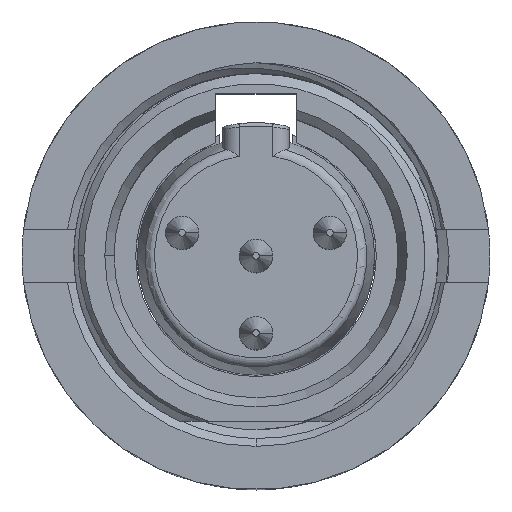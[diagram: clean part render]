
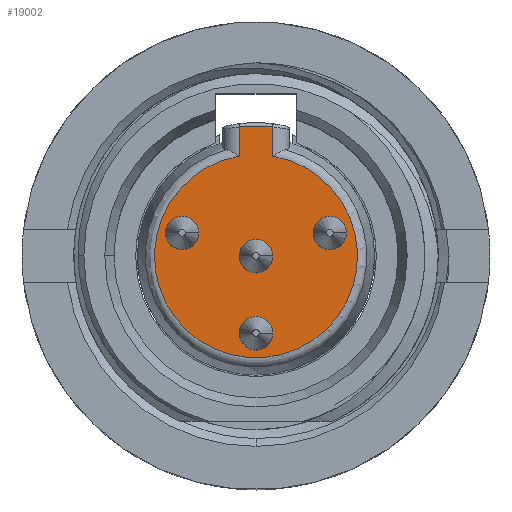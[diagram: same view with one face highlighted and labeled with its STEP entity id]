
A CAD part, top view. The second image highlights one B-rep face of the part: STEP entity #19002.
In plain terms, the highlighted planar face has unit normal (0, 0, 1).
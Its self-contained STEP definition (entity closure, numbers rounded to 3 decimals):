
#52 = CIRCLE ( 'NONE', #10073, 0.5 ) ;
#58 = CARTESIAN_POINT ( 'NONE',  ( -2.21, 0.69, -4.55 ) ) ;
#455 = DIRECTION ( 'NONE',  ( 1., 0., 0. ) ) ;
#698 = CARTESIAN_POINT ( 'NONE',  ( -2.71, 0.69, -4.55 ) ) ;
#862 = CIRCLE ( 'NONE', #16608, 0.5 ) ;
#1040 = CARTESIAN_POINT ( 'NONE',  ( 0., -2.31, -4.55 ) ) ;
#1425 = CARTESIAN_POINT ( 'NONE',  ( 0., 0., -4.55 ) ) ;
#1559 = CARTESIAN_POINT ( 'NONE',  ( -0.5, 3.868, -4.55 ) ) ;
#1601 = ORIENTED_EDGE ( 'NONE', *, *, #7612, .T. ) ;
#1693 = AXIS2_PLACEMENT_3D ( 'NONE', #15927, #19114, #17363 ) ;
#2278 = EDGE_CURVE ( 'NONE', #14846, #17862, #862, .T. ) ;
#2662 = CIRCLE ( 'NONE', #19665, 0.5 ) ;
#2789 = EDGE_CURVE ( 'NONE', #19561, #10761, #2662, .T. ) ;
#3101 = VERTEX_POINT ( 'NONE', #1559 ) ;
#3252 = EDGE_CURVE ( 'NONE', #3787, #6153, #10424, .T. ) ;
#3333 = CARTESIAN_POINT ( 'NONE',  ( 0., 0., -4.55 ) ) ;
#3787 = VERTEX_POINT ( 'NONE', #14667 ) ;
#3991 = DIRECTION ( 'NONE',  ( 0., 0., -1. ) ) ;
#4074 = EDGE_CURVE ( 'NONE', #10780, #3101, #13792, .T. ) ;
#4325 = EDGE_LOOP ( 'NONE', ( #10417, #20808 ) ) ;
#4808 = DIRECTION ( 'NONE',  ( 0., 0., -1. ) ) ;
#4846 = CARTESIAN_POINT ( 'NONE',  ( -2.21, 0.69, -4.55 ) ) ;
#4905 = DIRECTION ( 'NONE',  ( 0., 0., -1. ) ) ;
#4938 = DIRECTION ( 'NONE',  ( 1., 0., 0. ) ) ;
#5173 = ORIENTED_EDGE ( 'NONE', *, *, #19778, .T. ) ;
#5308 = CARTESIAN_POINT ( 'NONE',  ( -0.5, 2.996, -4.55 ) ) ;
#5379 = VERTEX_POINT ( 'NONE', #19569 ) ;
#5775 = CIRCLE ( 'NONE', #1693, 0.5 ) ;
#5884 = ORIENTED_EDGE ( 'NONE', *, *, #12770, .T. ) ;
#6032 = VECTOR ( 'NONE', #16457, 1000. ) ;
#6056 = FACE_BOUND ( 'NONE', #6122, .T. ) ;
#6122 = EDGE_LOOP ( 'NONE', ( #8965, #13000 ) ) ;
#6153 = VERTEX_POINT ( 'NONE', #6225 ) ;
#6225 = CARTESIAN_POINT ( 'NONE',  ( 0.5, 2.996, -4.55 ) ) ;
#6325 = CARTESIAN_POINT ( 'NONE',  ( 0., 0., -4.55 ) ) ;
#6694 = CARTESIAN_POINT ( 'NONE',  ( 0., 0., -4.55 ) ) ;
#6830 = DIRECTION ( 'NONE',  ( 0., 1., 0. ) ) ;
#6832 = PLANE ( 'NONE',  #11469 ) ;
#6838 = EDGE_LOOP ( 'NONE', ( #5173, #13457 ) ) ;
#6964 = CARTESIAN_POINT ( 'NONE',  ( 0.5, 0., -4.55 ) ) ;
#7022 = CARTESIAN_POINT ( 'NONE',  ( -0.5, 2.996, -4.55 ) ) ;
#7612 = EDGE_CURVE ( 'NONE', #15365, #14320, #8118, .T. ) ;
#7987 = EDGE_CURVE ( 'NONE', #5379, #11954, #5775, .T. ) ;
#8016 = AXIS2_PLACEMENT_3D ( 'NONE', #6694, #15186, #8277 ) ;
#8118 = CIRCLE ( 'NONE', #20117, 0.5 ) ;
#8189 = EDGE_CURVE ( 'NONE', #3101, #3787, #9652, .T. ) ;
#8277 = DIRECTION ( 'NONE',  ( -0.165, 0.986, 0. ) ) ;
#8297 = DIRECTION ( 'NONE',  ( 0., 0., -1. ) ) ;
#8426 = EDGE_CURVE ( 'NONE', #14320, #15365, #12221, .T. ) ;
#8543 = EDGE_LOOP ( 'NONE', ( #16658, #5884, #19785, #10187 ) ) ;
#8965 = ORIENTED_EDGE ( 'NONE', *, *, #2789, .T. ) ;
#9014 = CIRCLE ( 'NONE', #9108, 0.5 ) ;
#9108 = AXIS2_PLACEMENT_3D ( 'NONE', #1425, #17617, #16016 ) ;
#9331 = CARTESIAN_POINT ( 'NONE',  ( -1.71, 0.69, -4.55 ) ) ;
#9652 = CIRCLE ( 'NONE', #20539, 3.9 ) ;
#9678 = FACE_OUTER_BOUND ( 'NONE', #8543, .T. ) ;
#10044 = AXIS2_PLACEMENT_3D ( 'NONE', #58, #4905, #13294 ) ;
#10073 = AXIS2_PLACEMENT_3D ( 'NONE', #13165, #14828, #19550 ) ;
#10187 = ORIENTED_EDGE ( 'NONE', *, *, #8189, .F. ) ;
#10236 = AXIS2_PLACEMENT_3D ( 'NONE', #10359, #3991, #455 ) ;
#10359 = CARTESIAN_POINT ( 'NONE',  ( 0., -2.31, -4.55 ) ) ;
#10417 = ORIENTED_EDGE ( 'NONE', *, *, #2278, .T. ) ;
#10424 = LINE ( 'NONE', #16519, #6032 ) ;
#10451 = FACE_BOUND ( 'NONE', #10869, .T. ) ;
#10761 = VERTEX_POINT ( 'NONE', #6964 ) ;
#10780 = VERTEX_POINT ( 'NONE', #5308 ) ;
#10869 = EDGE_LOOP ( 'NONE', ( #20190, #1601 ) ) ;
#10940 = DIRECTION ( 'NONE',  ( 0., 0., -1. ) ) ;
#11433 = CARTESIAN_POINT ( 'NONE',  ( 0.5, -2.31, -4.55 ) ) ;
#11469 = AXIS2_PLACEMENT_3D ( 'NONE', #3333, #13338, #4938 ) ;
#11954 = VERTEX_POINT ( 'NONE', #17571 ) ;
#12221 = CIRCLE ( 'NONE', #10044, 0.5 ) ;
#12249 = EDGE_CURVE ( 'NONE', #10761, #19561, #9014, .T. ) ;
#12621 = DIRECTION ( 'NONE',  ( -1., 0., 0. ) ) ;
#12770 = EDGE_CURVE ( 'NONE', #10780, #6153, #21210, .T. ) ;
#12984 = EDGE_CURVE ( 'NONE', #17862, #14846, #18594, .T. ) ;
#13000 = ORIENTED_EDGE ( 'NONE', *, *, #12249, .T. ) ;
#13165 = CARTESIAN_POINT ( 'NONE',  ( 2.21, 0.69, -4.55 ) ) ;
#13294 = DIRECTION ( 'NONE',  ( -1., 0., 0. ) ) ;
#13338 = DIRECTION ( 'NONE',  ( 0., 0., -1. ) ) ;
#13457 = ORIENTED_EDGE ( 'NONE', *, *, #7987, .T. ) ;
#13792 = LINE ( 'NONE', #7022, #17140 ) ;
#14320 = VERTEX_POINT ( 'NONE', #698 ) ;
#14667 = CARTESIAN_POINT ( 'NONE',  ( 0.5, 3.868, -4.55 ) ) ;
#14828 = DIRECTION ( 'NONE',  ( 0., 0., -1. ) ) ;
#14846 = VERTEX_POINT ( 'NONE', #15765 ) ;
#15186 = DIRECTION ( 'NONE',  ( 0., 0., 1. ) ) ;
#15365 = VERTEX_POINT ( 'NONE', #9331 ) ;
#15765 = CARTESIAN_POINT ( 'NONE',  ( -0.5, -2.31, -4.55 ) ) ;
#15927 = CARTESIAN_POINT ( 'NONE',  ( 2.21, 0.69, -4.55 ) ) ;
#16016 = DIRECTION ( 'NONE',  ( 1., 0., 0. ) ) ;
#16210 = CARTESIAN_POINT ( 'NONE',  ( -0.5, 0., -4.55 ) ) ;
#16457 = DIRECTION ( 'NONE',  ( 0., -1., 0. ) ) ;
#16519 = CARTESIAN_POINT ( 'NONE',  ( 0.5, 3.868, -4.55 ) ) ;
#16608 = AXIS2_PLACEMENT_3D ( 'NONE', #1040, #17605, #12621 ) ;
#16658 = ORIENTED_EDGE ( 'NONE', *, *, #4074, .F. ) ;
#17140 = VECTOR ( 'NONE', #6830, 1000. ) ;
#17363 = DIRECTION ( 'NONE',  ( 1., 0., 0. ) ) ;
#17571 = CARTESIAN_POINT ( 'NONE',  ( 1.71, 0.69, -4.55 ) ) ;
#17595 = DIRECTION ( 'NONE',  ( -1., 0., 0. ) ) ;
#17605 = DIRECTION ( 'NONE',  ( 0., 0., -1. ) ) ;
#17617 = DIRECTION ( 'NONE',  ( 0., 0., -1. ) ) ;
#17761 = DIRECTION ( 'NONE',  ( -0.128, 0.992, 0. ) ) ;
#17862 = VERTEX_POINT ( 'NONE', #11433 ) ;
#17955 = FACE_BOUND ( 'NONE', #6838, .T. ) ;
#18594 = CIRCLE ( 'NONE', #10236, 0.5 ) ;
#18719 = FACE_BOUND ( 'NONE', #4325, .T. ) ;
#19002 = ADVANCED_FACE ( 'NONE', ( #9678, #17955, #10451, #6056, #18719 ), #6832, .F. ) ;
#19114 = DIRECTION ( 'NONE',  ( 0., 0., -1. ) ) ;
#19550 = DIRECTION ( 'NONE',  ( -1., 0., 0. ) ) ;
#19561 = VERTEX_POINT ( 'NONE', #16210 ) ;
#19569 = CARTESIAN_POINT ( 'NONE',  ( 2.71, 0.69, -4.55 ) ) ;
#19595 = DIRECTION ( 'NONE',  ( 1., 0., 0. ) ) ;
#19665 = AXIS2_PLACEMENT_3D ( 'NONE', #20942, #10940, #17595 ) ;
#19778 = EDGE_CURVE ( 'NONE', #11954, #5379, #52, .T. ) ;
#19785 = ORIENTED_EDGE ( 'NONE', *, *, #3252, .F. ) ;
#20117 = AXIS2_PLACEMENT_3D ( 'NONE', #4846, #8297, #19595 ) ;
#20190 = ORIENTED_EDGE ( 'NONE', *, *, #8426, .T. ) ;
#20539 = AXIS2_PLACEMENT_3D ( 'NONE', #6325, #4808, #17761 ) ;
#20808 = ORIENTED_EDGE ( 'NONE', *, *, #12984, .T. ) ;
#20942 = CARTESIAN_POINT ( 'NONE',  ( 0., 0., -4.55 ) ) ;
#21210 = CIRCLE ( 'NONE', #8016, 3.037 ) ;
